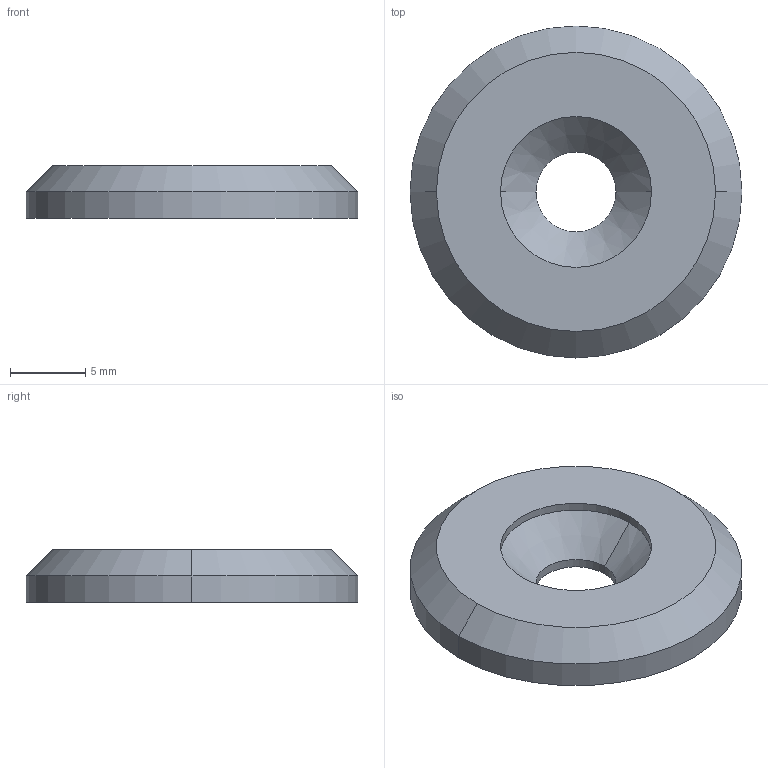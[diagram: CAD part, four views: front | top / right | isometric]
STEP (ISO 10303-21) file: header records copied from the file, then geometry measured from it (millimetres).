
FILE_DESCRIPTION(('STEP AP214'),'1');
FILE_NAME(' ',' ',('TraceParts'),('TraceParts S.A.'),'XStep 1.0',' ',' ');
FILE_SCHEMA(('automotive_design'));
Length unit declared in the file: millimetre
Products named in the file (1): 1
Bounding box: 22 x 22 x 3.5 mm (x, y, z)
Volume: 1062.4 mm3; surface area: 933.9 mm2
Topology: 1 solids, 1 shells, 12 faces, 24 edges, 14 vertices
Faces by surface type: cylinder 6, cone 4, plane 2
Entity records: 628 total; most frequent: DIRECTION 64, STYLED_ITEM 51, PRESENTATION_STYLE_ASSIGNMENT 51, CARTESIAN_POINT 51, COLOUR_RGB 51, ORIENTED_EDGE 48, AXIS2_PLACEMENT_3D 27, EDGE_CURVE 24
